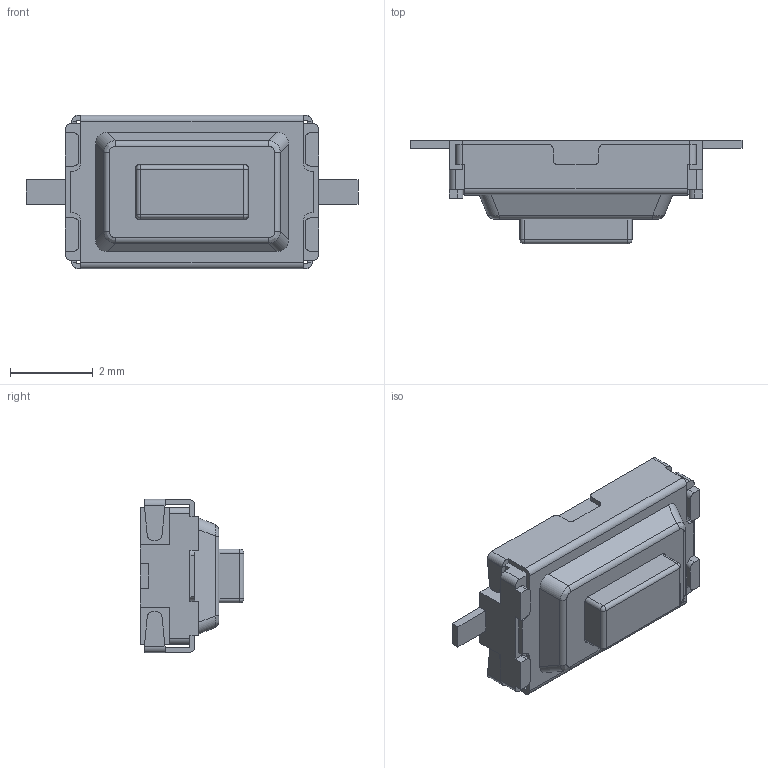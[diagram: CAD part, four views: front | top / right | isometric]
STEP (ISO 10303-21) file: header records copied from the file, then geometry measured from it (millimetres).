
FILE_DESCRIPTION (( 'STEP AP214' ), '1' );
FILE_NAME ('PTS636 SK25F SMTR LFS.STEP', '2021-11-20T05:38:31', ( '' ), ( '' ), 'SwSTEP 2.0', 'SolidWorks 2018', '' );
FILE_SCHEMA (( 'AUTOMOTIVE_DESIGN' ));
Length unit declared in the file: millimetre
Products named in the file (1): PTS636 SK25F SMTR LFS
Bounding box: 8 x 2.5 x 3.7 mm (x, y, z)
Volume: 36.4 mm3; surface area: 110.4 mm2
Topology: 1 solids, 1 shells, 218 faces, 596 edges, 380 vertices
Faces by surface type: plane 150, cylinder 60, sphere 4, bspline 4
Entity records: 7929 total; most frequent: CARTESIAN_POINT 1295, ORIENTED_EDGE 1184, DIRECTION 1122, EDGE_CURVE 592, VECTOR 468, LINE 468, VERTEX_POINT 380, AXIS2_PLACEMENT_3D 327
